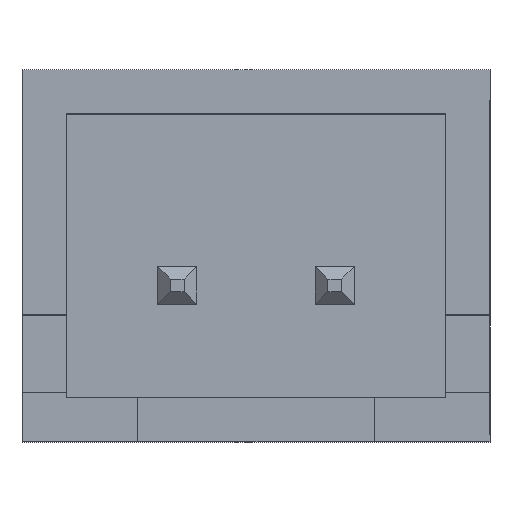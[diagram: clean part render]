
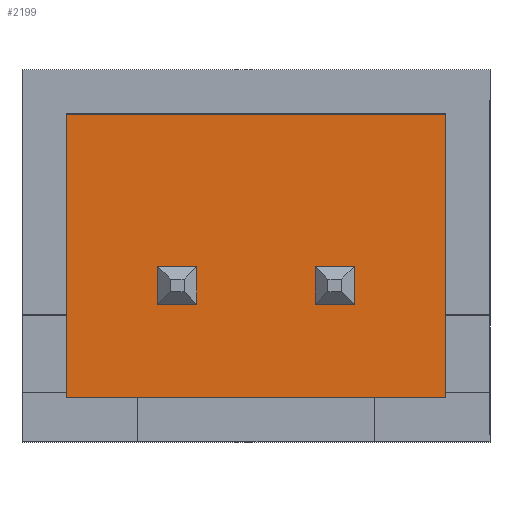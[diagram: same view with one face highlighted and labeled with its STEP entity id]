
A CAD part, top view. The second image highlights one B-rep face of the part: STEP entity #2199.
In plain terms, the highlighted planar face has unit normal (0, 0, 1).
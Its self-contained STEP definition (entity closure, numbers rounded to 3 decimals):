
#15 = CARTESIAN_POINT ( 'NONE',  ( 1.56, -0.77, 1.63 ) ) ;
#64 = CARTESIAN_POINT ( 'NONE',  ( 0.94, -0.17, 1.63 ) ) ;
#73 = DIRECTION ( 'NONE',  ( 0., -1., 0. ) ) ;
#128 = CARTESIAN_POINT ( 'NONE',  ( -3.015, -2.25, 1.63 ) ) ;
#147 = EDGE_CURVE ( 'NONE', #227, #823, #1787, .T. ) ;
#150 = ORIENTED_EDGE ( 'NONE', *, *, #147, .T. ) ;
#168 = ORIENTED_EDGE ( 'NONE', *, *, #1607, .F. ) ;
#225 = VECTOR ( 'NONE', #618, 1000. ) ;
#227 = VERTEX_POINT ( 'NONE', #927 ) ;
#234 = EDGE_CURVE ( 'NONE', #1551, #1736, #858, .T. ) ;
#239 = ORIENTED_EDGE ( 'NONE', *, *, #2011, .F. ) ;
#321 = EDGE_CURVE ( 'NONE', #823, #2484, #1133, .T. ) ;
#366 = DIRECTION ( 'NONE',  ( 0., 1., 0. ) ) ;
#403 = ORIENTED_EDGE ( 'NONE', *, *, #1487, .F. ) ;
#411 = DIRECTION ( 'NONE',  ( 0., 1., 0. ) ) ;
#439 = DIRECTION ( 'NONE',  ( 1., 0., 0. ) ) ;
#449 = CARTESIAN_POINT ( 'NONE',  ( 0., 0., 1.63 ) ) ;
#453 = DIRECTION ( 'NONE',  ( 0., -1., 0. ) ) ;
#468 = CARTESIAN_POINT ( 'NONE',  ( -3.015, 2.25, 1.63 ) ) ;
#477 = LINE ( 'NONE', #1147, #532 ) ;
#482 = LINE ( 'NONE', #2374, #564 ) ;
#493 = VERTEX_POINT ( 'NONE', #2057 ) ;
#520 = ORIENTED_EDGE ( 'NONE', *, *, #1151, .F. ) ;
#532 = VECTOR ( 'NONE', #2517, 1000. ) ;
#560 = VECTOR ( 'NONE', #1041, 1000. ) ;
#564 = VECTOR ( 'NONE', #439, 1000. ) ;
#570 = VERTEX_POINT ( 'NONE', #1456 ) ;
#618 = DIRECTION ( 'NONE',  ( 0., 1., 0. ) ) ;
#658 = VECTOR ( 'NONE', #1056, 1000. ) ;
#674 = CARTESIAN_POINT ( 'NONE',  ( 0., -0.77, 1.63 ) ) ;
#690 = ORIENTED_EDGE ( 'NONE', *, *, #321, .T. ) ;
#709 = FACE_OUTER_BOUND ( 'NONE', #737, .T. ) ;
#737 = EDGE_LOOP ( 'NONE', ( #2249, #1381, #150, #690 ) ) ;
#738 = CARTESIAN_POINT ( 'NONE',  ( 1.56, 0., 1.63 ) ) ;
#747 = LINE ( 'NONE', #1803, #225 ) ;
#774 = VERTEX_POINT ( 'NONE', #1958 ) ;
#803 = DIRECTION ( 'NONE',  ( -1., 0., 0. ) ) ;
#823 = VERTEX_POINT ( 'NONE', #1154 ) ;
#835 = AXIS2_PLACEMENT_3D ( 'NONE', #449, #1048, #846 ) ;
#846 = DIRECTION ( 'NONE',  ( 1., 0., 0. ) ) ;
#858 = LINE ( 'NONE', #738, #1132 ) ;
#894 = DIRECTION ( 'NONE',  ( 1., 0., 0. ) ) ;
#927 = CARTESIAN_POINT ( 'NONE',  ( -3.015, -2.25, 1.63 ) ) ;
#1032 = VERTEX_POINT ( 'NONE', #64 ) ;
#1041 = DIRECTION ( 'NONE',  ( -1., 0., 0. ) ) ;
#1048 = DIRECTION ( 'NONE',  ( 0., 0., 1. ) ) ;
#1056 = DIRECTION ( 'NONE',  ( 1., 0., 0. ) ) ;
#1064 = PLANE ( 'NONE',  #835 ) ;
#1068 = VECTOR ( 'NONE', #411, 1000. ) ;
#1081 = VERTEX_POINT ( 'NONE', #1453 ) ;
#1132 = VECTOR ( 'NONE', #366, 1000. ) ;
#1133 = LINE ( 'NONE', #2362, #1068 ) ;
#1135 = EDGE_CURVE ( 'NONE', #1032, #1081, #1527, .T. ) ;
#1147 = CARTESIAN_POINT ( 'NONE',  ( 0., -0.17, 1.63 ) ) ;
#1151 = EDGE_CURVE ( 'NONE', #493, #1980, #1743, .T. ) ;
#1152 = VERTEX_POINT ( 'NONE', #468 ) ;
#1154 = CARTESIAN_POINT ( 'NONE',  ( 3.015, -2.25, 1.63 ) ) ;
#1241 = LINE ( 'NONE', #2404, #2278 ) ;
#1347 = VECTOR ( 'NONE', #894, 1000. ) ;
#1381 = ORIENTED_EDGE ( 'NONE', *, *, #2149, .T. ) ;
#1394 = VECTOR ( 'NONE', #803, 1000. ) ;
#1438 = ORIENTED_EDGE ( 'NONE', *, *, #1521, .F. ) ;
#1453 = CARTESIAN_POINT ( 'NONE',  ( 0.94, -0.77, 1.63 ) ) ;
#1456 = CARTESIAN_POINT ( 'NONE',  ( -1.56, -0.17, 1.63 ) ) ;
#1486 = CARTESIAN_POINT ( 'NONE',  ( 0.94, 0., 1.63 ) ) ;
#1487 = EDGE_CURVE ( 'NONE', #774, #570, #2493, .T. ) ;
#1521 = EDGE_CURVE ( 'NONE', #1081, #1551, #482, .T. ) ;
#1527 = LINE ( 'NONE', #1486, #2378 ) ;
#1551 = VERTEX_POINT ( 'NONE', #15 ) ;
#1552 = EDGE_CURVE ( 'NONE', #1980, #774, #747, .T. ) ;
#1607 = EDGE_CURVE ( 'NONE', #570, #493, #1241, .T. ) ;
#1643 = FACE_BOUND ( 'NONE', #1794, .T. ) ;
#1736 = VERTEX_POINT ( 'NONE', #2072 ) ;
#1743 = LINE ( 'NONE', #674, #658 ) ;
#1764 = ORIENTED_EDGE ( 'NONE', *, *, #234, .F. ) ;
#1787 = LINE ( 'NONE', #128, #1347 ) ;
#1788 = CARTESIAN_POINT ( 'NONE',  ( -3.015, 2.25, 1.63 ) ) ;
#1794 = EDGE_LOOP ( 'NONE', ( #2225, #239, #1764, #1438 ) ) ;
#1803 = CARTESIAN_POINT ( 'NONE',  ( -0.94, 0., 1.63 ) ) ;
#1958 = CARTESIAN_POINT ( 'NONE',  ( -0.94, -0.17, 1.63 ) ) ;
#1980 = VERTEX_POINT ( 'NONE', #2349 ) ;
#1992 = EDGE_LOOP ( 'NONE', ( #168, #403, #2348, #520 ) ) ;
#2007 = CARTESIAN_POINT ( 'NONE',  ( 0., -0.17, 1.63 ) ) ;
#2011 = EDGE_CURVE ( 'NONE', #1736, #1032, #477, .T. ) ;
#2057 = CARTESIAN_POINT ( 'NONE',  ( -1.56, -0.77, 1.63 ) ) ;
#2072 = CARTESIAN_POINT ( 'NONE',  ( 1.56, -0.17, 1.63 ) ) ;
#2078 = VECTOR ( 'NONE', #2170, 1000. ) ;
#2149 = EDGE_CURVE ( 'NONE', #1152, #227, #2460, .T. ) ;
#2170 = DIRECTION ( 'NONE',  ( 0., -1., 0. ) ) ;
#2199 = ADVANCED_FACE ( 'NONE', ( #2305, #1643, #709 ), #1064, .T. ) ;
#2212 = CARTESIAN_POINT ( 'NONE',  ( 3.015, 2.25, 1.63 ) ) ;
#2218 = EDGE_CURVE ( 'NONE', #2484, #1152, #2302, .T. ) ;
#2225 = ORIENTED_EDGE ( 'NONE', *, *, #1135, .F. ) ;
#2249 = ORIENTED_EDGE ( 'NONE', *, *, #2218, .T. ) ;
#2278 = VECTOR ( 'NONE', #453, 1000. ) ;
#2302 = LINE ( 'NONE', #2212, #560 ) ;
#2305 = FACE_BOUND ( 'NONE', #1992, .T. ) ;
#2348 = ORIENTED_EDGE ( 'NONE', *, *, #1552, .F. ) ;
#2349 = CARTESIAN_POINT ( 'NONE',  ( -0.94, -0.77, 1.63 ) ) ;
#2362 = CARTESIAN_POINT ( 'NONE',  ( 3.015, -2.25, 1.63 ) ) ;
#2374 = CARTESIAN_POINT ( 'NONE',  ( 0., -0.77, 1.63 ) ) ;
#2378 = VECTOR ( 'NONE', #73, 1000. ) ;
#2404 = CARTESIAN_POINT ( 'NONE',  ( -1.56, 0., 1.63 ) ) ;
#2442 = CARTESIAN_POINT ( 'NONE',  ( 3.015, 2.25, 1.63 ) ) ;
#2460 = LINE ( 'NONE', #1788, #2078 ) ;
#2484 = VERTEX_POINT ( 'NONE', #2442 ) ;
#2493 = LINE ( 'NONE', #2007, #1394 ) ;
#2517 = DIRECTION ( 'NONE',  ( -1., 0., 0. ) ) ;
